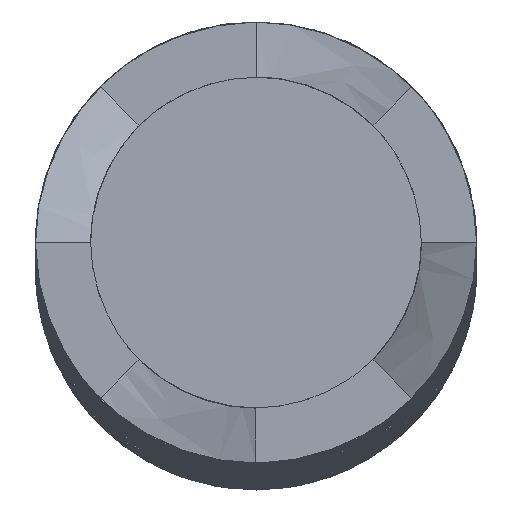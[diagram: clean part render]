
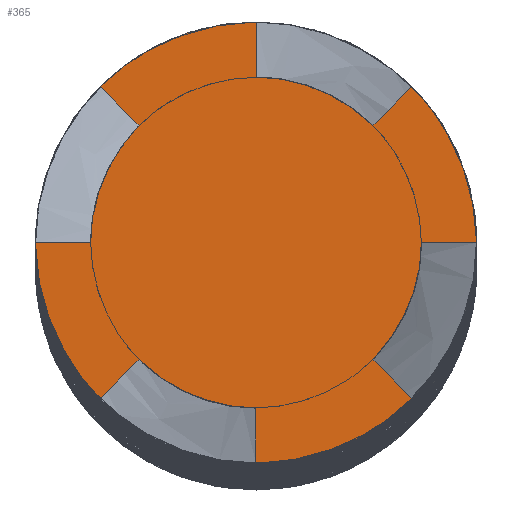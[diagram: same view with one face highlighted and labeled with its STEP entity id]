
A CAD part, top view. The second image highlights one B-rep face of the part: STEP entity #365.
In plain terms, the highlighted planar face has unit normal (0, 0, 1).
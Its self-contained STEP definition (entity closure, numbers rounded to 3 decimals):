
#18=PLANE('',#386);
#41=FACE_OUTER_BOUND('',#63,.T.);
#63=EDGE_LOOP('',(#281,#282,#283,#284,#285,#286,#287,#288,#289,#290,#291,
#292,#293,#294,#295,#296));
#74=LINE('',#1828,#98);
#76=LINE('',#3385,#100);
#80=LINE('',#4959,#104);
#82=LINE('',#6516,#106);
#86=LINE('',#8090,#110);
#88=LINE('',#9647,#112);
#91=LINE('',#9879,#115);
#92=LINE('',#9883,#116);
#98=VECTOR('',#410,10.);
#100=VECTOR('',#412,10.);
#104=VECTOR('',#422,10.);
#106=VECTOR('',#424,10.);
#110=VECTOR('',#434,10.);
#112=VECTOR('',#436,10.);
#115=VECTOR('',#445,10.);
#116=VECTOR('',#448,10.);
#137=CIRCLE('',#378,3.);
#138=CIRCLE('',#381,3.);
#139=CIRCLE('',#384,3.);
#140=CIRCLE('',#387,4.);
#141=CIRCLE('',#388,3.);
#142=CIRCLE('',#389,4.);
#143=CIRCLE('',#390,4.);
#144=CIRCLE('',#391,4.);
#149=VERTEX_POINT('',#483);
#150=VERTEX_POINT('',#484);
#153=VERTEX_POINT('',#1827);
#155=VERTEX_POINT('',#3384);
#157=VERTEX_POINT('',#3614);
#158=VERTEX_POINT('',#3615);
#161=VERTEX_POINT('',#4958);
#163=VERTEX_POINT('',#6515);
#165=VERTEX_POINT('',#6745);
#166=VERTEX_POINT('',#6746);
#169=VERTEX_POINT('',#8089);
#171=VERTEX_POINT('',#9646);
#173=VERTEX_POINT('',#9876);
#174=VERTEX_POINT('',#9878);
#175=VERTEX_POINT('',#9880);
#176=VERTEX_POINT('',#9882);
#181=EDGE_CURVE('',#149,#150,#137,.T.);
#185=EDGE_CURVE('',#150,#153,#74,.T.);
#188=EDGE_CURVE('',#155,#149,#76,.T.);
#192=EDGE_CURVE('',#157,#158,#138,.T.);
#196=EDGE_CURVE('',#158,#161,#80,.T.);
#199=EDGE_CURVE('',#163,#157,#82,.T.);
#203=EDGE_CURVE('',#165,#166,#139,.T.);
#207=EDGE_CURVE('',#166,#169,#86,.T.);
#210=EDGE_CURVE('',#171,#165,#88,.T.);
#214=EDGE_CURVE('',#153,#173,#140,.T.);
#215=EDGE_CURVE('',#173,#174,#91,.T.);
#216=EDGE_CURVE('',#174,#175,#141,.T.);
#217=EDGE_CURVE('',#175,#176,#92,.T.);
#218=EDGE_CURVE('',#176,#171,#142,.T.);
#219=EDGE_CURVE('',#169,#163,#143,.T.);
#220=EDGE_CURVE('',#161,#155,#144,.T.);
#281=ORIENTED_EDGE('',*,*,#188,.T.);
#282=ORIENTED_EDGE('',*,*,#181,.T.);
#283=ORIENTED_EDGE('',*,*,#185,.T.);
#284=ORIENTED_EDGE('',*,*,#214,.T.);
#285=ORIENTED_EDGE('',*,*,#215,.T.);
#286=ORIENTED_EDGE('',*,*,#216,.T.);
#287=ORIENTED_EDGE('',*,*,#217,.T.);
#288=ORIENTED_EDGE('',*,*,#218,.T.);
#289=ORIENTED_EDGE('',*,*,#210,.T.);
#290=ORIENTED_EDGE('',*,*,#203,.T.);
#291=ORIENTED_EDGE('',*,*,#207,.T.);
#292=ORIENTED_EDGE('',*,*,#219,.T.);
#293=ORIENTED_EDGE('',*,*,#199,.T.);
#294=ORIENTED_EDGE('',*,*,#192,.T.);
#295=ORIENTED_EDGE('',*,*,#196,.T.);
#296=ORIENTED_EDGE('',*,*,#220,.T.);
#365=ADVANCED_FACE('',(#41),#18,.T.);
#378=AXIS2_PLACEMENT_3D('',#485,#407,#408);
#381=AXIS2_PLACEMENT_3D('',#3616,#419,#420);
#384=AXIS2_PLACEMENT_3D('',#6747,#431,#432);
#386=AXIS2_PLACEMENT_3D('',#9875,#441,#442);
#387=AXIS2_PLACEMENT_3D('',#9877,#443,#444);
#388=AXIS2_PLACEMENT_3D('',#9881,#446,#447);
#389=AXIS2_PLACEMENT_3D('',#9884,#449,#450);
#390=AXIS2_PLACEMENT_3D('',#9885,#451,#452);
#391=AXIS2_PLACEMENT_3D('',#9886,#453,#454);
#407=DIRECTION('center_axis',(0.,0.,1.));
#408=DIRECTION('ref_axis',(-1.,0.,0.));
#410=DIRECTION('',(-1.,0.,0.));
#412=DIRECTION('',(0.707,-0.707,0.));
#419=DIRECTION('center_axis',(0.,0.,1.));
#420=DIRECTION('ref_axis',(0.,1.,0.));
#422=DIRECTION('',(0.,1.,0.));
#424=DIRECTION('',(-0.707,-0.707,0.));
#431=DIRECTION('center_axis',(0.,0.,1.));
#432=DIRECTION('ref_axis',(1.,0.,0.));
#434=DIRECTION('',(1.,0.,0.));
#436=DIRECTION('',(-0.707,0.707,0.));
#441=DIRECTION('center_axis',(0.,0.,1.));
#442=DIRECTION('ref_axis',(1.,0.,0.));
#443=DIRECTION('center_axis',(0.,0.,1.));
#444=DIRECTION('ref_axis',(-1.,0.,0.));
#445=DIRECTION('',(0.707,0.707,0.));
#446=DIRECTION('center_axis',(0.,0.,1.));
#447=DIRECTION('ref_axis',(0.,-1.,0.));
#448=DIRECTION('',(0.,-1.,0.));
#449=DIRECTION('center_axis',(0.,0.,1.));
#450=DIRECTION('ref_axis',(-1.,0.,0.));
#451=DIRECTION('center_axis',(0.,0.,1.));
#452=DIRECTION('ref_axis',(-1.,0.,0.));
#453=DIRECTION('center_axis',(0.,0.,1.));
#454=DIRECTION('ref_axis',(-1.,0.,0.));
#483=CARTESIAN_POINT('',(-2.121,2.121,280.));
#484=CARTESIAN_POINT('',(-3.,0.,280.));
#485=CARTESIAN_POINT('Origin',(0.,0.,280.));
#1827=CARTESIAN_POINT('',(-4.,0.,280.));
#1828=CARTESIAN_POINT('',(-3.,0.,280.));
#3384=CARTESIAN_POINT('',(-2.828,2.828,280.));
#3385=CARTESIAN_POINT('',(-2.828,2.828,280.));
#3614=CARTESIAN_POINT('',(2.121,2.121,280.));
#3615=CARTESIAN_POINT('',(0.,3.,280.));
#3616=CARTESIAN_POINT('Origin',(0.,0.,280.));
#4958=CARTESIAN_POINT('',(0.,4.,280.));
#4959=CARTESIAN_POINT('',(0.,3.,280.));
#6515=CARTESIAN_POINT('',(2.828,2.828,280.));
#6516=CARTESIAN_POINT('',(2.828,2.828,280.));
#6745=CARTESIAN_POINT('',(2.121,-2.121,280.));
#6746=CARTESIAN_POINT('',(3.,0.,280.));
#6747=CARTESIAN_POINT('Origin',(0.,0.,280.));
#8089=CARTESIAN_POINT('',(4.,0.,280.));
#8090=CARTESIAN_POINT('',(3.,0.,280.));
#9646=CARTESIAN_POINT('',(2.828,-2.828,280.));
#9647=CARTESIAN_POINT('',(2.828,-2.828,280.));
#9875=CARTESIAN_POINT('Origin',(0.,0.,
280.));
#9876=CARTESIAN_POINT('',(-2.828,-2.828,280.));
#9877=CARTESIAN_POINT('Origin',(0.,0.,280.));
#9878=CARTESIAN_POINT('',(-2.121,-2.121,280.));
#9879=CARTESIAN_POINT('',(-2.828,-2.828,280.));
#9880=CARTESIAN_POINT('',(0.,-3.,280.));
#9881=CARTESIAN_POINT('Origin',(0.,0.,280.));
#9882=CARTESIAN_POINT('',(0.,-4.,280.));
#9883=CARTESIAN_POINT('',(0.,-3.,280.));
#9884=CARTESIAN_POINT('Origin',(0.,0.,280.));
#9885=CARTESIAN_POINT('Origin',(0.,0.,280.));
#9886=CARTESIAN_POINT('Origin',(0.,0.,280.));
